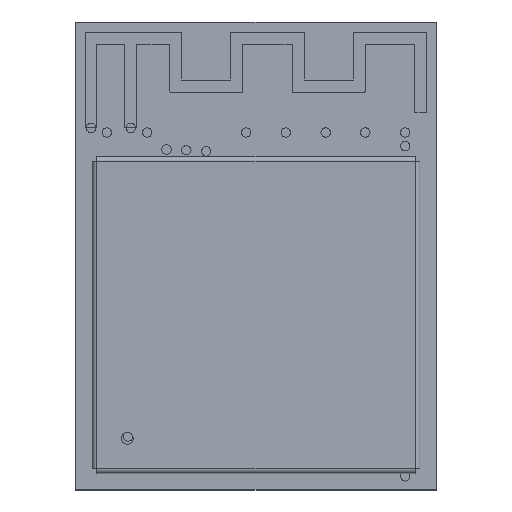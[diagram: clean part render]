
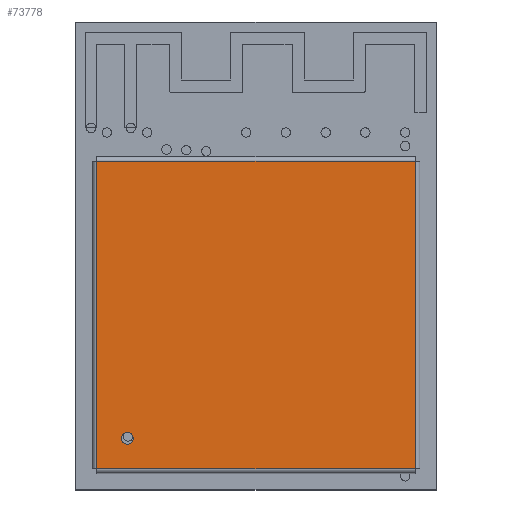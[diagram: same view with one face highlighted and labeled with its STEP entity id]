
A CAD part, top view. The second image highlights one B-rep face of the part: STEP entity #73778.
In plain terms, the highlighted face is planar.
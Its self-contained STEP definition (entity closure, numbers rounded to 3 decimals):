
#310 = EDGE_LOOP ( 'NONE', ( #119745, #56448 ) ) ;
#603 = ORIENTED_EDGE ( 'NONE', *, *, #68515, .T. ) ;
#1407 = CARTESIAN_POINT ( 'NONE',  ( 1.5, 1.6, -12.5 ) ) ;
#9803 = VERTEX_POINT ( 'NONE', #105820 ) ;
#11062 = PLANE ( 'NONE',  #116943 ) ;
#12576 = CARTESIAN_POINT ( 'NONE',  ( 0.2, 1.6, -0.2 ) ) ;
#12628 = EDGE_CURVE ( 'NONE', #118540, #53264, #31560, .T. ) ;
#14045 = CARTESIAN_POINT ( 'NONE',  ( 13.35, 1.6, -13.8 ) ) ;
#16026 = LINE ( 'NONE', #91717, #94621 ) ;
#19227 = DIRECTION ( 'NONE',  ( 0., 1., 0. ) ) ;
#19876 = CARTESIAN_POINT ( 'NONE',  ( 1.5, 1.6, -12.75 ) ) ;
#19985 = VECTOR ( 'NONE', #40823, 1000. ) ;
#20295 = DIRECTION ( 'NONE',  ( 0., 0., -1. ) ) ;
#23718 = ORIENTED_EDGE ( 'NONE', *, *, #106543, .T. ) ;
#25281 = ORIENTED_EDGE ( 'NONE', *, *, #78673, .T. ) ;
#28004 = LINE ( 'NONE', #65505, #28881 ) ;
#28881 = VECTOR ( 'NONE', #103082, 1000. ) ;
#31560 = CIRCLE ( 'NONE', #100334, 0.25 ) ;
#31577 = CARTESIAN_POINT ( 'NONE',  ( 13.35, 1.6, 0. ) ) ;
#37706 = DIRECTION ( 'NONE',  ( 0., 0., 1. ) ) ;
#40823 = DIRECTION ( 'NONE',  ( -1., 0., 0. ) ) ;
#41398 = CARTESIAN_POINT ( 'NONE',  ( 1.5, 1.6, -12.25 ) ) ;
#48606 = FACE_BOUND ( 'NONE', #310, .T. ) ;
#53264 = VERTEX_POINT ( 'NONE', #41398 ) ;
#54175 = DIRECTION ( 'NONE',  ( 0., 0., 1. ) ) ;
#56448 = ORIENTED_EDGE ( 'NONE', *, *, #12628, .F. ) ;
#57800 = DIRECTION ( 'NONE',  ( 0., -1., 0. ) ) ;
#58185 = CARTESIAN_POINT ( 'NONE',  ( 13.35, 1.6, -0.2 ) ) ;
#59777 = EDGE_CURVE ( 'NONE', #80651, #85968, #69015, .T. ) ;
#62687 = VERTEX_POINT ( 'NONE', #12576 ) ;
#65505 = CARTESIAN_POINT ( 'NONE',  ( 0., 1.6, -0.2 ) ) ;
#67036 = AXIS2_PLACEMENT_3D ( 'NONE', #1407, #19227, #103574 ) ;
#68515 = EDGE_CURVE ( 'NONE', #62687, #80651, #28004, .T. ) ;
#69015 = LINE ( 'NONE', #31577, #107361 ) ;
#69811 = LINE ( 'NONE', #107402, #19985 ) ;
#71577 = ORIENTED_EDGE ( 'NONE', *, *, #59777, .T. ) ;
#73778 = ADVANCED_FACE ( 'NONE', ( #86141, #48606 ), #11062, .F. ) ;
#75250 = DIRECTION ( 'NONE',  ( 0., 1., 0. ) ) ;
#78673 = EDGE_CURVE ( 'NONE', #9803, #62687, #16026, .T. ) ;
#78896 = EDGE_CURVE ( 'NONE', #53264, #118540, #98495, .T. ) ;
#80651 = VERTEX_POINT ( 'NONE', #58185 ) ;
#85968 = VERTEX_POINT ( 'NONE', #14045 ) ;
#86141 = FACE_OUTER_BOUND ( 'NONE', #120991, .T. ) ;
#91717 = CARTESIAN_POINT ( 'NONE',  ( 0.2, 1.6, 0. ) ) ;
#94621 = VECTOR ( 'NONE', #54175, 1000. ) ;
#95366 = CARTESIAN_POINT ( 'NONE',  ( 0., 1.6, 0. ) ) ;
#98495 = CIRCLE ( 'NONE', #67036, 0.25 ) ;
#100334 = AXIS2_PLACEMENT_3D ( 'NONE', #104166, #75250, #37706 ) ;
#103082 = DIRECTION ( 'NONE',  ( 1., 0., 0. ) ) ;
#103574 = DIRECTION ( 'NONE',  ( 0., 0., 1. ) ) ;
#104166 = CARTESIAN_POINT ( 'NONE',  ( 1.5, 1.6, -12.5 ) ) ;
#105820 = CARTESIAN_POINT ( 'NONE',  ( 0.2, 1.6, -13.8 ) ) ;
#106543 = EDGE_CURVE ( 'NONE', #85968, #9803, #69811, .T. ) ;
#107361 = VECTOR ( 'NONE', #115909, 1000. ) ;
#107402 = CARTESIAN_POINT ( 'NONE',  ( 0., 1.6, -13.8 ) ) ;
#115909 = DIRECTION ( 'NONE',  ( 0., 0., -1. ) ) ;
#116943 = AXIS2_PLACEMENT_3D ( 'NONE', #95366, #57800, #20295 ) ;
#118540 = VERTEX_POINT ( 'NONE', #19876 ) ;
#119745 = ORIENTED_EDGE ( 'NONE', *, *, #78896, .F. ) ;
#120991 = EDGE_LOOP ( 'NONE', ( #71577, #23718, #25281, #603 ) ) ;
